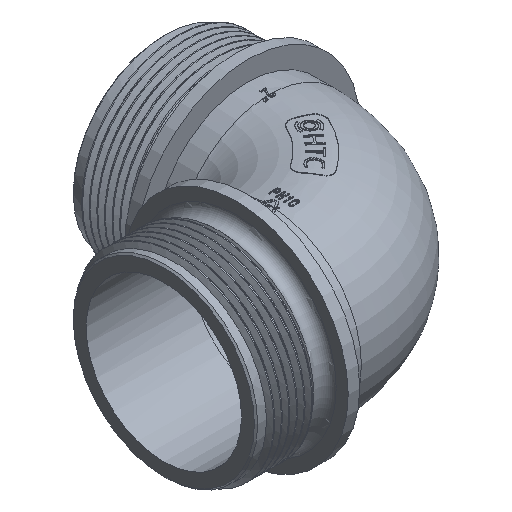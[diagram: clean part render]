
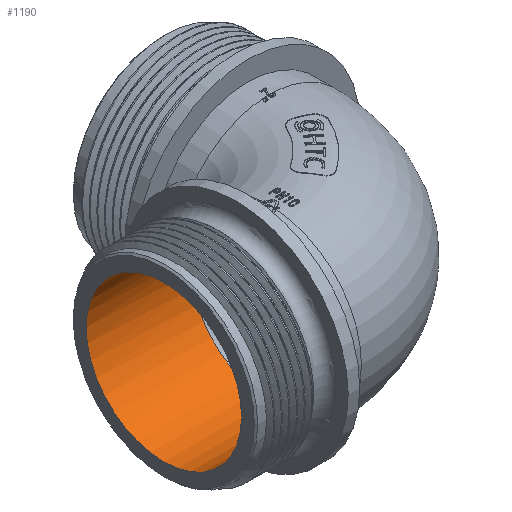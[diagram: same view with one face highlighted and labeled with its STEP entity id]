
A CAD part, isometric view. The second image highlights one B-rep face of the part: STEP entity #1190.
In plain terms, the highlighted cylindrical face has radius 23.6 mm (diameter 47.2 mm), a full revolution.
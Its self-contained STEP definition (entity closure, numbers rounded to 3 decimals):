
#1159=CYLINDRICAL_SURFACE('',#9069,23.6);
#1190=ADVANCED_FACE('',(#2841,#2842),#1159,.F.);
#2841=FACE_BOUND('',#2909,.T.);
#2842=FACE_BOUND('',#2910,.T.);
#2909=EDGE_LOOP('',(#3810));
#2910=EDGE_LOOP('',(#3811));
#3381=CIRCLE('',#8808,23.6);
#3412=CIRCLE('',#9068,23.6);
#3810=ORIENTED_EDGE('',*,*,#7334,.T.);
#3811=ORIENTED_EDGE('',*,*,#7032,.F.);
#6133=VERTEX_POINT('',#11953);
#6430=VERTEX_POINT('',#12968);
#7032=EDGE_CURVE('',#6133,#6133,#3381,.T.);
#7334=EDGE_CURVE('',#6430,#6430,#3412,.T.);
#8808=AXIS2_PLACEMENT_3D('',#11952,#9459,#9460);
#9068=AXIS2_PLACEMENT_3D('',#12967,#9991,#9992);
#9069=AXIS2_PLACEMENT_3D('',#12969,#9993,#9994);
#9459=DIRECTION('',(-1.,0.,0.));
#9460=DIRECTION('',(0.,0.,-1.));
#9991=DIRECTION('',(-1.,0.,0.));
#9992=DIRECTION('',(0.,-1.,0.));
#9993=DIRECTION('',(-1.,0.,0.));
#9994=DIRECTION('',(0.,-1.,0.));
#11952=CARTESIAN_POINT('',(-19.98,399.396,0.));
#11953=CARTESIAN_POINT('',(-19.98,399.396,-23.6));
#12967=CARTESIAN_POINT('',(-51.98,399.396,0.));
#12968=CARTESIAN_POINT('',(-51.98,375.796,0.));
#12969=CARTESIAN_POINT('',(-19.98,399.396,0.));
